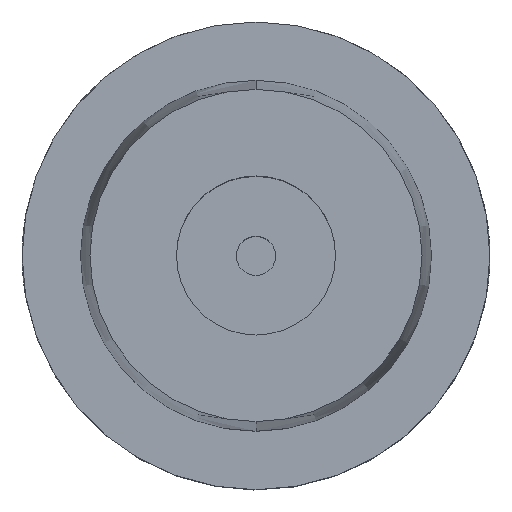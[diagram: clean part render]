
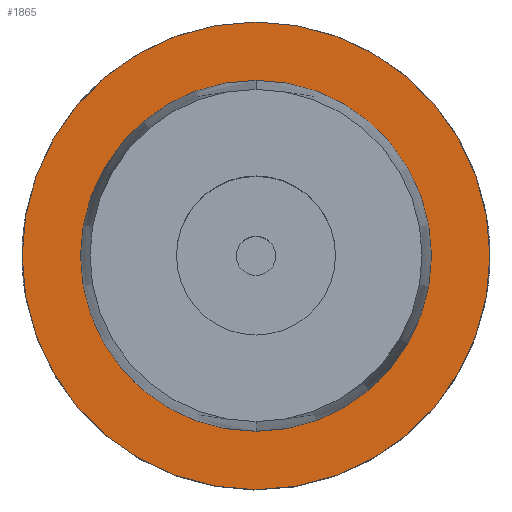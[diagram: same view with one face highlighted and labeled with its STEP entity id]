
A CAD part, top view. The second image highlights one B-rep face of the part: STEP entity #1865.
In plain terms, the highlighted planar face has unit normal (0, 0, 1).
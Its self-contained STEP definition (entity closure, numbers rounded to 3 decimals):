
#877=CARTESIAN_POINT('',(0.,0.,0.));
#878=DIRECTION('',(0.,0.,-1.));
#879=DIRECTION('',(0.,1.,0.));
#880=AXIS2_PLACEMENT_3D('',#877,#878,#879);
#885=CARTESIAN_POINT('',(0.,0.,0.));
#886=DIRECTION('',(0.,0.,1.));
#887=DIRECTION('',(0.,1.,0.));
#888=AXIS2_PLACEMENT_3D('',#885,#886,#887);
#907=CARTESIAN_POINT('',(0.,0.,0.));
#908=DIRECTION('',(0.,0.,1.));
#909=DIRECTION('',(0.,1.,0.));
#910=AXIS2_PLACEMENT_3D('',#907,#908,#909);
#915=CARTESIAN_POINT('',(0.,0.,0.));
#916=DIRECTION('',(0.,0.,-1.));
#917=DIRECTION('',(0.,1.,0.));
#918=AXIS2_PLACEMENT_3D('',#915,#916,#917);
#1069=CARTESIAN_POINT('',(0.,50.,0.));
#1071=VERTEX_POINT('',#1069);
#1072=CARTESIAN_POINT('',(0.,37.507,0.));
#1074=VERTEX_POINT('',#1072);
#1077=CARTESIAN_POINT('',(0.,-50.,0.));
#1079=VERTEX_POINT('',#1077);
#1080=CARTESIAN_POINT('',(0.,-37.507,0.));
#1082=VERTEX_POINT('',#1080);
#1850=CARTESIAN_POINT('',(0.,0.,0.));
#1851=DIRECTION('',(0.,0.,-1.));
#1852=DIRECTION('',(0.,-1.,0.));
#1853=AXIS2_PLACEMENT_3D('',#1850,#1851,#1852);
#1854=PLANE('',#1853);
#1855=ORIENTED_EDGE('',*,*,#1748,.T.);
#1856=ORIENTED_EDGE('',*,*,#1707,.F.);
#1857=EDGE_LOOP('',(#1855,#1856));
#1858=FACE_OUTER_BOUND('',#1857,.F.);
#1860=ORIENTED_EDGE('',*,*,#1859,.T.);
#1862=ORIENTED_EDGE('',*,*,#1861,.F.);
#1863=EDGE_LOOP('',(#1860,#1862));
#1864=FACE_BOUND('',#1863,.F.);
#881=CIRCLE('',#880,50.);
#889=CIRCLE('',#888,50.);
#911=CIRCLE('',#910,37.507);
#919=CIRCLE('',#918,37.507);
#1707=EDGE_CURVE('',#1071,#1079,#889,.T.);
#1748=EDGE_CURVE('',#1071,#1079,#881,.T.);
#1859=EDGE_CURVE('',#1074,#1082,#911,.T.);
#1861=EDGE_CURVE('',#1074,#1082,#919,.T.);
#1865=ADVANCED_FACE('',(#1858,#1864),#1854,.F.);
